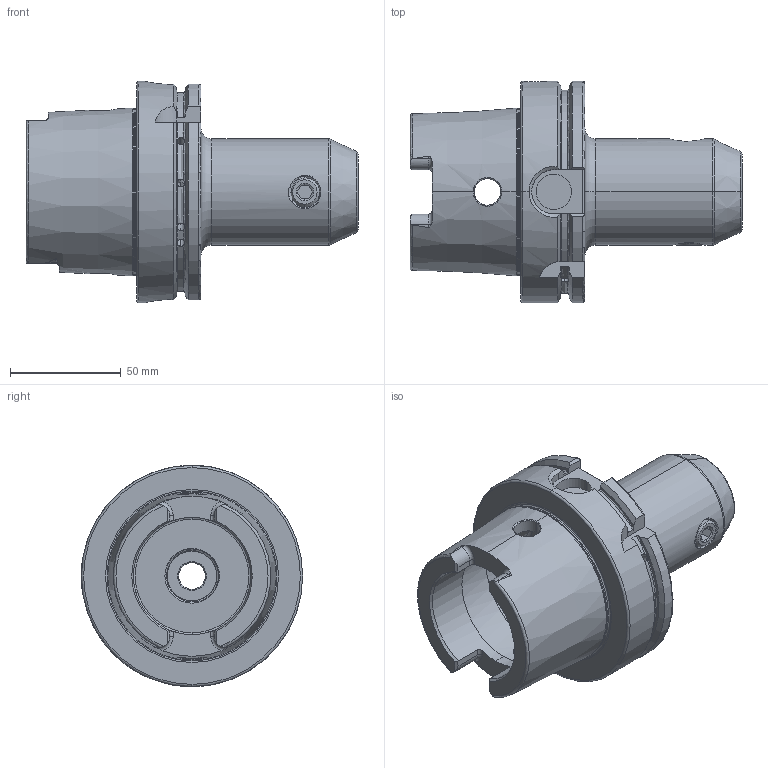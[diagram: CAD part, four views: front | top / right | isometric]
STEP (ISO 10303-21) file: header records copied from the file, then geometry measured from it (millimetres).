
FILE_DESCRIPTION (( 'STEP AP203' ), '1' );
FILE_NAME ('A100.04.16.STEP', '2016-09-05T08:45:19', ( '' ), ( '' ), 'SwSTEP 2.0', 'SolidWorks 2012', '' );
FILE_SCHEMA (( 'CONFIG_CONTROL_DESIGN' ));
Length unit declared in the file: millimetre
Products named in the file (3): A100.04.16; 側固14_M14x2_16L
Assembly tree (2 placements, depth 2):
  A100.04.16
    A100.04.16
    側固14_M14x2_16L
Bounding box: 150 x 100 x 100 mm (x, y, z)
Volume: 362016.2 mm3; surface area: 66626.6 mm2
Topology: 2 solids, 2 shells, 278 faces, 754 edges, 478 vertices
Faces by surface type: cylinder 111, plane 57, cone 43, torus 37, bspline 28, sphere 2
Entity records: 30188 total; most frequent: CARTESIAN_POINT 23617, ORIENTED_EDGE 1484, DIRECTION 1122, EDGE_CURVE 742, VERTEX_POINT 478, AXIS2_PLACEMENT_3D 453, EDGE_LOOP 296, ADVANCED_FACE 278
